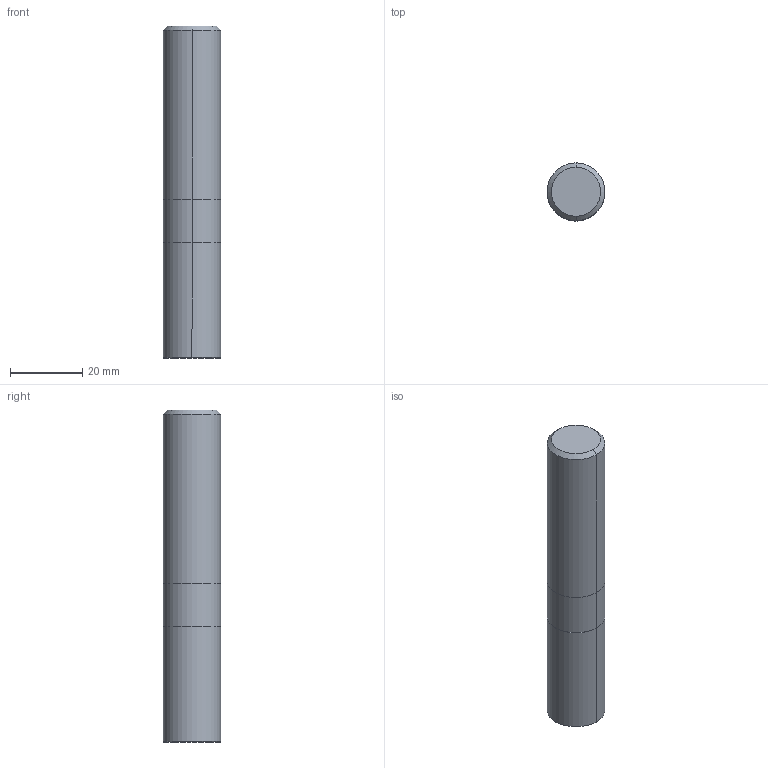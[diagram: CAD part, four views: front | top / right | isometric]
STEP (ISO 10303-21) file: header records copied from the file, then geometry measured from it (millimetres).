
FILE_DESCRIPTION((''),'2;1');
FILE_NAME('607235557-000-00-E43','2019-04-16T14:22:15',('steckerb'),(''),'CREO PARAMETRIC BY PTC INC, 2018300','CREO PARAMETRIC BY PTC INC, 2018300','');
FILE_SCHEMA(('AP242_MANAGED_MODEL_BASED_3D_ENGINEERING_MIM_LF { 1 0 10303 442 1 1 4 }'));
Length unit declared in the file: millimetre
Products named in the file (1): 607235557-000-00-E43
Bounding box: 16 x 16 x 92 mm (x, y, z)
Volume: 18462.7 mm3; surface area: 4986.6 mm2
Topology: 1 solids, 1 shells, 16 faces, 521 edges, 949 vertices
Faces by surface type: cylinder 8, cone 4, plane 4
Entity records: 3656 total; most frequent: CARTESIAN_POINT 1695, B_SPLINE_CURVE_WITH_KNOTS 336, DIRECTION 288, TRIMMED_CURVE 155, VECTOR 120, LINE 120, PRESENTATION_STYLE_ASSIGNMENT 96, STYLED_ITEM 88
